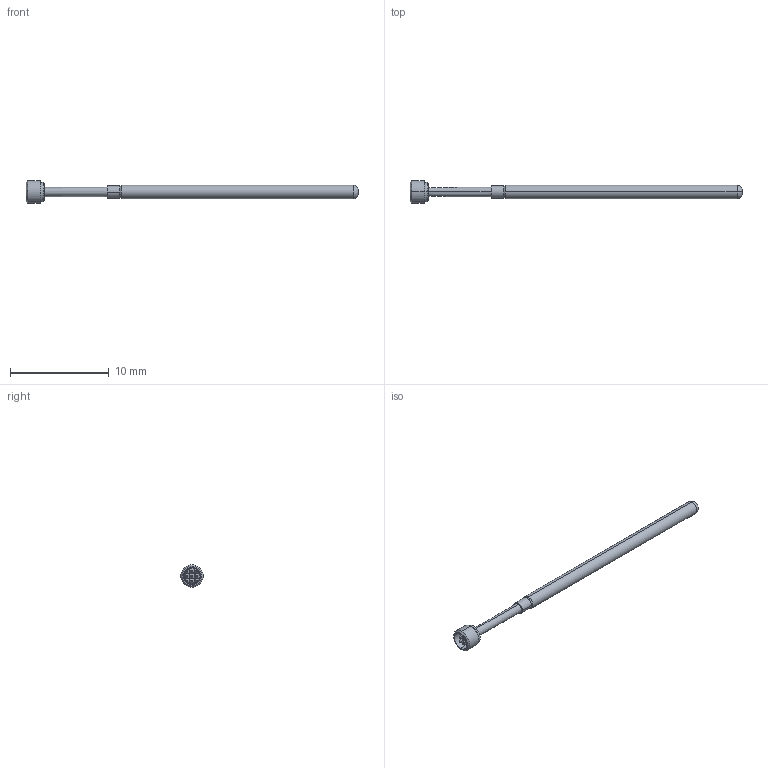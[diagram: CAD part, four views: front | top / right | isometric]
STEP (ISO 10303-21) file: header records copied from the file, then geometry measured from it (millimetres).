
FILE_DESCRIPTION (( 'STEP AP214' ), '1' );
FILE_NAME ('100-PRP2599_.STEP', '2016-05-27T14:08:00', ( 'spare' ), ( '' ), 'SwSTEP 2.0', 'SolidWorks 2016', '' );
FILE_SCHEMA (( 'AUTOMOTIVE_DESIGN' ));
Length unit declared in the file: inch
Products named in the file (1): 100-PRP2599_
Bounding box: 33.61 x 2.29 x 2.29 mm (x, y, z)
Volume: 46.5 mm3; surface area: 161.3 mm2
Topology: 1 solids, 2 shells, 180 faces, 452 edges, 280 vertices
Faces by surface type: bspline 88, cone 62, cylinder 20, plane 8, torus 2
Entity records: 9804 total; most frequent: CARTESIAN_POINT 3835, ORIENTED_EDGE 904, DIRECTION 568, EDGE_CURVE 452, VERTEX_POINT 280, AXIS2_PLACEMENT_3D 269, B_SPLINE_CURVE_WITH_KNOTS 230, EDGE_LOOP 186
